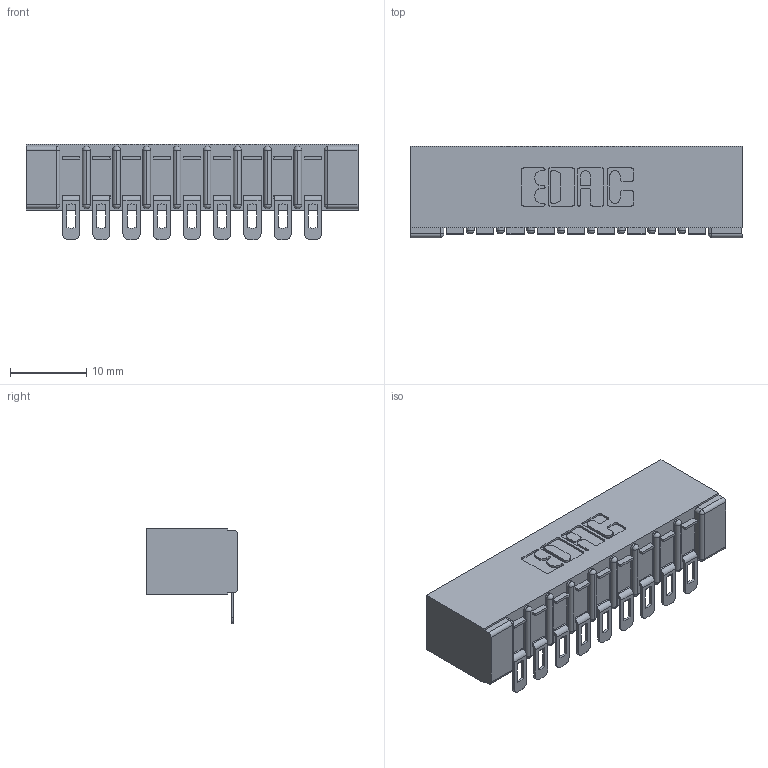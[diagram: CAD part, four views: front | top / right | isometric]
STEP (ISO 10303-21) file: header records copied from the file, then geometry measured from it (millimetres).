
FILE_DESCRIPTION (( 'STEP AP203' ), '1' );
FILE_NAME ('307-009-554-101.STEP', '2019-09-04T18:53:42', ( '' ), ( '' ), 'SwSTEP 2.0', 'SolidWorks 2016', '' );
FILE_SCHEMA (( 'CONFIG_CONTROL_DESIGN' ));
Length unit declared in the file: inch
Products named in the file (3): 307-009-554-101; 307 Part_No Mounting Lugs; 307-290-002_554
Assembly tree (10 placements, depth 2):
  307-009-554-101
    307 Part_No Mounting Lugs
    307-290-002_554  x9
Bounding box: 43.54 x 12.01 x 12.52 mm (x, y, z)
Volume: 3112.9 mm3; surface area: 5483.2 mm2
Topology: 10 solids, 10 shells, 849 faces, 2576 edges, 1688 vertices
Faces by surface type: plane 480, cylinder 349, sphere 20
Entity records: 12471 total; most frequent: CARTESIAN_POINT 2098, ORIENTED_EDGE 2088, DIRECTION 2058, EDGE_CURVE 1044, VECTOR 778, LINE 778, VERTEX_POINT 680, AXIS2_PLACEMENT_3D 640
